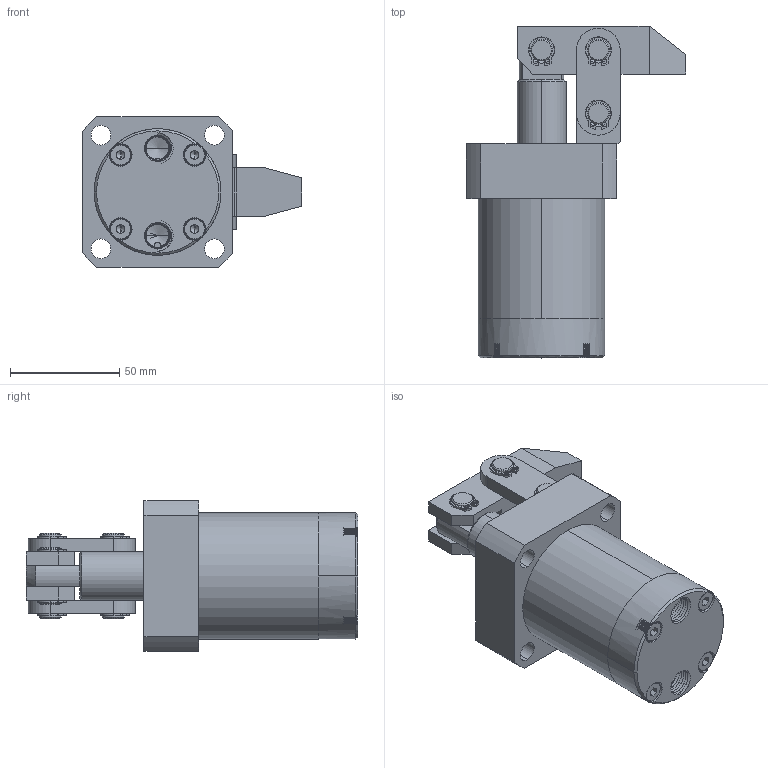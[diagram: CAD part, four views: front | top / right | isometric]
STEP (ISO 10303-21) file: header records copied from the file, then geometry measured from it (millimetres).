
FILE_DESCRIPTION (( 'STEP AP214' ), '1' );
FILE_NAME ('CHLC-FA40.STEP', '2019-11-25T06:25:51', ( 'Windows' ), ( 'Microsoft' ), 'SwSTEP 2.0', 'SolidWorks 2015', '' );
FILE_SCHEMA (( 'AUTOMOTIVE_DESIGN' ));
Length unit declared in the file: millimetre
Products named in the file (10): CHLC-FA40-06; CHLC-FA40-05; CHLC-FA40; M6LC; CHLC-40-06; CHLC-40-04; CHLC-40-02; CHLC-40-03; CHLC-40-01; CHLC-40-08
Assembly tree (19 placements, depth 2):
  CHLC-FA40
    CHLC-FA40-05
    CHLC-FA40-06
    CHLC-40-08
    CHLC-40-01
    CHLC-40-03  x2
    CHLC-40-02  x2
    CHLC-40-04
    CHLC-40-06  x6
    M6LC  x4
Bounding box: 100.5 x 152 x 68.99 mm (x, y, z)
Volume: 325245.4 mm3; surface area: 83435.4 mm2
Topology: 19 solids, 19 shells, 1617 faces, 4527 edges, 2971 vertices
Faces by surface type: plane 760, cylinder 657, cone 141, bspline 59
Entity records: 38043 total; most frequent: CARTESIAN_POINT 16645, ORIENTED_EDGE 3228, DIRECTION 2710, EDGE_CURVE 1614, VERTEX_POINT 1056, AXIS2_PLACEMENT_3D 1047, EDGE_LOOP 658, UNCERTAINTY_MEASURE_WITH_UNIT 623
